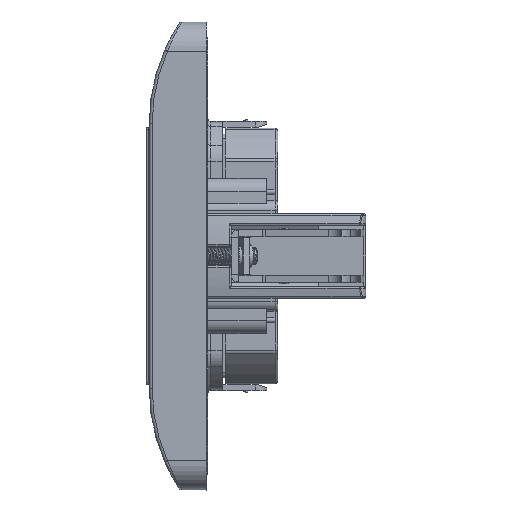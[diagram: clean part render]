
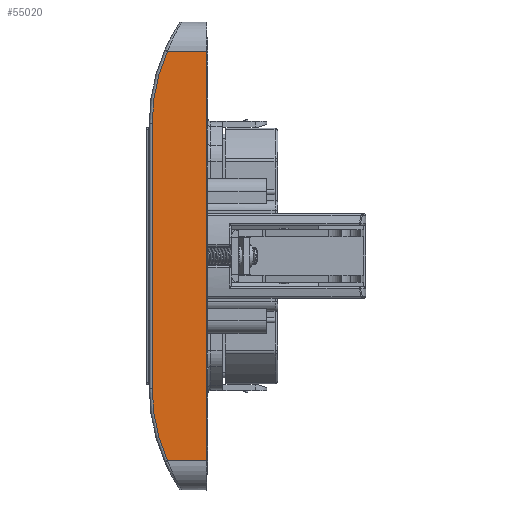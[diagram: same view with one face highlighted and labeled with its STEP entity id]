
A CAD part, left-side view. The second image highlights one B-rep face of the part: STEP entity #55020.
In plain terms, the highlighted planar face has unit normal (-1, 0, 0).
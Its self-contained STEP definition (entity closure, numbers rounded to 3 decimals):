
#46943=DIRECTION('',(0.,0.,-1.));
#46944=VECTOR('',#46943,45.33);
#46945=CARTESIAN_POINT('',(-40.,8.,22.665));
#46946=LINE('',#46945,#46944);
#46951=CARTESIAN_POINT('',(-40.,-22.5,22.665));
#46952=DIRECTION('',(1.,0.,0.));
#46953=DIRECTION('',(0.,1.,0.));
#46954=AXIS2_PLACEMENT_3D('',#46951,#46952,#46953);
#46956=CARTESIAN_POINT('',(-40.,-22.5,-22.665));
#46957=DIRECTION('',(1.,0.,0.));
#46958=DIRECTION('',(0.,0.915,-0.404));
#46959=AXIS2_PLACEMENT_3D('',#46956,#46957,#46958);
#47068=DIRECTION('',(0.,-1.,0.));
#47069=VECTOR('',#47068,6.694);
#47070=CARTESIAN_POINT('',(-40.,5.394,
-35.));
#47071=LINE('',#47070,#47069);
#47170=DIRECTION('',(0.,0.,1.));
#47171=VECTOR('',#47170,70.);
#47172=CARTESIAN_POINT('',(-40.,-1.3,-35.));
#47173=LINE('',#47172,#47171);
#47231=DIRECTION('',(0.,1.,0.));
#47232=VECTOR('',#47231,6.694);
#47233=CARTESIAN_POINT('',(-40.,-1.3,35.));
#47234=LINE('',#47233,#47232);
#53471=CARTESIAN_POINT('',(-40.,8.,22.665));
#53472=CARTESIAN_POINT('',(-40.,8.,-22.665));
#53473=VERTEX_POINT('',#53471);
#53474=VERTEX_POINT('',#53472);
#53475=CARTESIAN_POINT('',(-40.,5.394,35.));
#53476=VERTEX_POINT('',#53475);
#53477=CARTESIAN_POINT('',(-40.,-1.3,35.));
#53478=VERTEX_POINT('',#53477);
#53479=CARTESIAN_POINT('',(-40.,-1.3,-35.));
#53480=VERTEX_POINT('',#53479);
#53481=CARTESIAN_POINT('',(-40.,5.394,
-35.));
#53482=VERTEX_POINT('',#53481);
#55002=CARTESIAN_POINT('',(-40.,3.5,0.));
#55003=DIRECTION('',(1.,0.,0.));
#55004=DIRECTION('',(0.,0.,-1.));
#55005=AXIS2_PLACEMENT_3D('',#55002,#55003,#55004);
#55006=PLANE('',#55005);
#55007=ORIENTED_EDGE('',*,*,#54992,.F.);
#55009=ORIENTED_EDGE('',*,*,#55008,.T.);
#55011=ORIENTED_EDGE('',*,*,#55010,.F.);
#55013=ORIENTED_EDGE('',*,*,#55012,.F.);
#55015=ORIENTED_EDGE('',*,*,#55014,.F.);
#55017=ORIENTED_EDGE('',*,*,#55016,.T.);
#55018=EDGE_LOOP('',(#55007,#55009,#55011,#55013,#55015,#55017));
#55019=FACE_OUTER_BOUND('',#55018,.F.);
#46955=CIRCLE('',#46954,30.5);
#46960=CIRCLE('',#46959,30.5);
#54992=EDGE_CURVE('',#53473,#53474,#46946,.T.);
#55008=EDGE_CURVE('',#53473,#53476,#46955,.T.);
#55010=EDGE_CURVE('',#53478,#53476,#47234,.T.);
#55012=EDGE_CURVE('',#53480,#53478,#47173,.T.);
#55014=EDGE_CURVE('',#53482,#53480,#47071,.T.);
#55016=EDGE_CURVE('',#53482,#53474,#46960,.T.);
#55020=ADVANCED_FACE('',(#55019),#55006,.F.);
